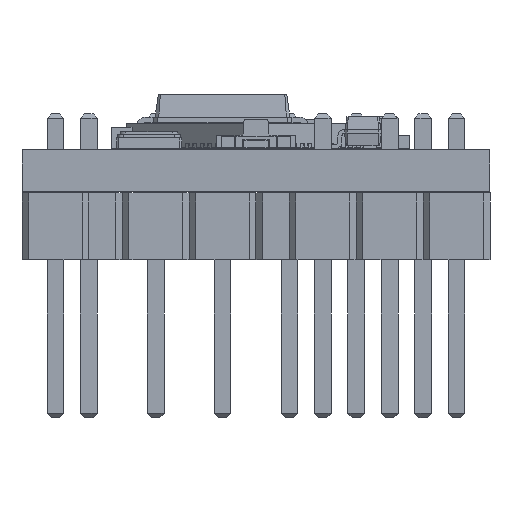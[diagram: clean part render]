
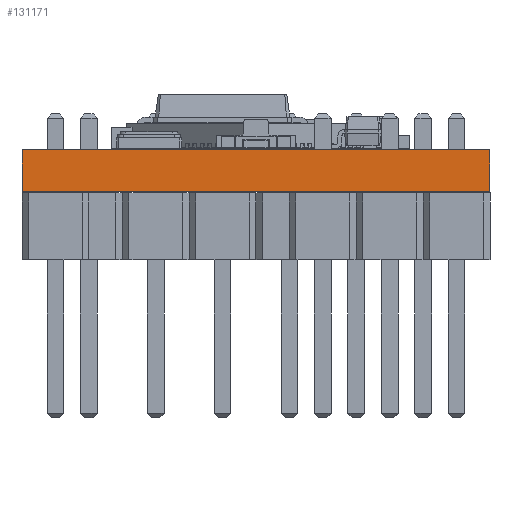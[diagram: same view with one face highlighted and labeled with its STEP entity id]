
A CAD part, front view. The second image highlights one B-rep face of the part: STEP entity #131171.
In plain terms, the highlighted planar face has unit normal (0, -1, 0).
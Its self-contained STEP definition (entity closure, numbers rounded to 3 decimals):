
#131171 = ADVANCED_FACE('',(#131172),#131186,.T.);
#131172 = FACE_BOUND('',#131173,.T.);
#131173 = EDGE_LOOP('',(#131174,#131209,#131237,#131265));
#131174 = ORIENTED_EDGE('',*,*,#131175,.T.);
#131175 = EDGE_CURVE('',#131176,#131178,#131180,.T.);
#131176 = VERTEX_POINT('',#131177);
#131177 = CARTESIAN_POINT('',(152.4,-127.,0.));
#131178 = VERTEX_POINT('',#131179);
#131179 = CARTESIAN_POINT('',(152.4,-127.,1.59));
#131180 = SURFACE_CURVE('',#131181,(#131185,#131197),.PCURVE_S1.);
#131181 = LINE('',#131182,#131183);
#131182 = CARTESIAN_POINT('',(152.4,-127.,0.));
#131183 = VECTOR('',#131184,1.);
#131184 = DIRECTION('',(0.,0.,1.));
#131185 = PCURVE('',#131186,#131191);
#131186 = PLANE('',#131187);
#131187 = AXIS2_PLACEMENT_3D('',#131188,#131189,#131190);
#131188 = CARTESIAN_POINT('',(152.4,-127.,0.));
#131189 = DIRECTION('',(0.,-1.,0.));
#131190 = DIRECTION('',(-1.,0.,0.));
#131191 = DEFINITIONAL_REPRESENTATION('',(#131192),#131196);
#131192 = LINE('',#131193,#131194);
#131193 = CARTESIAN_POINT('',(0.,-0.));
#131194 = VECTOR('',#131195,1.);
#131195 = DIRECTION('',(0.,-1.));
#131196 = ( GEOMETRIC_REPRESENTATION_CONTEXT(2) 
PARAMETRIC_REPRESENTATION_CONTEXT() REPRESENTATION_CONTEXT('2D SPACE',''
  ) );
#131197 = PCURVE('',#131198,#131203);
#131198 = PLANE('',#131199);
#131199 = AXIS2_PLACEMENT_3D('',#131200,#131201,#131202);
#131200 = CARTESIAN_POINT('',(152.4,-93.98,0.));
#131201 = DIRECTION('',(1.,0.,-0.));
#131202 = DIRECTION('',(0.,-1.,0.));
#131203 = DEFINITIONAL_REPRESENTATION('',(#131204),#131208);
#131204 = LINE('',#131205,#131206);
#131205 = CARTESIAN_POINT('',(33.02,0.));
#131206 = VECTOR('',#131207,1.);
#131207 = DIRECTION('',(0.,-1.));
#131208 = ( GEOMETRIC_REPRESENTATION_CONTEXT(2) 
PARAMETRIC_REPRESENTATION_CONTEXT() REPRESENTATION_CONTEXT('2D SPACE',''
  ) );
#131209 = ORIENTED_EDGE('',*,*,#131210,.T.);
#131210 = EDGE_CURVE('',#131178,#131211,#131213,.T.);
#131211 = VERTEX_POINT('',#131212);
#131212 = CARTESIAN_POINT('',(134.62,-127.,1.59));
#131213 = SURFACE_CURVE('',#131214,(#131218,#131225),.PCURVE_S1.);
#131214 = LINE('',#131215,#131216);
#131215 = CARTESIAN_POINT('',(152.4,-127.,1.59));
#131216 = VECTOR('',#131217,1.);
#131217 = DIRECTION('',(-1.,0.,0.));
#131218 = PCURVE('',#131186,#131219);
#131219 = DEFINITIONAL_REPRESENTATION('',(#131220),#131224);
#131220 = LINE('',#131221,#131222);
#131221 = CARTESIAN_POINT('',(0.,-1.59));
#131222 = VECTOR('',#131223,1.);
#131223 = DIRECTION('',(1.,0.));
#131224 = ( GEOMETRIC_REPRESENTATION_CONTEXT(2) 
PARAMETRIC_REPRESENTATION_CONTEXT() REPRESENTATION_CONTEXT('2D SPACE',''
  ) );
#131225 = PCURVE('',#131226,#131231);
#131226 = PLANE('',#131227);
#131227 = AXIS2_PLACEMENT_3D('',#131228,#131229,#131230);
#131228 = CARTESIAN_POINT('',(143.51,-110.49,1.59));
#131229 = DIRECTION('',(-0.,-0.,-1.));
#131230 = DIRECTION('',(-1.,0.,0.));
#131231 = DEFINITIONAL_REPRESENTATION('',(#131232),#131236);
#131232 = LINE('',#131233,#131234);
#131233 = CARTESIAN_POINT('',(-8.89,-16.51));
#131234 = VECTOR('',#131235,1.);
#131235 = DIRECTION('',(1.,0.));
#131236 = ( GEOMETRIC_REPRESENTATION_CONTEXT(2) 
PARAMETRIC_REPRESENTATION_CONTEXT() REPRESENTATION_CONTEXT('2D SPACE',''
  ) );
#131237 = ORIENTED_EDGE('',*,*,#131238,.F.);
#131238 = EDGE_CURVE('',#131239,#131211,#131241,.T.);
#131239 = VERTEX_POINT('',#131240);
#131240 = CARTESIAN_POINT('',(134.62,-127.,0.));
#131241 = SURFACE_CURVE('',#131242,(#131246,#131253),.PCURVE_S1.);
#131242 = LINE('',#131243,#131244);
#131243 = CARTESIAN_POINT('',(134.62,-127.,0.));
#131244 = VECTOR('',#131245,1.);
#131245 = DIRECTION('',(0.,0.,1.));
#131246 = PCURVE('',#131186,#131247);
#131247 = DEFINITIONAL_REPRESENTATION('',(#131248),#131252);
#131248 = LINE('',#131249,#131250);
#131249 = CARTESIAN_POINT('',(17.78,0.));
#131250 = VECTOR('',#131251,1.);
#131251 = DIRECTION('',(0.,-1.));
#131252 = ( GEOMETRIC_REPRESENTATION_CONTEXT(2) 
PARAMETRIC_REPRESENTATION_CONTEXT() REPRESENTATION_CONTEXT('2D SPACE',''
  ) );
#131253 = PCURVE('',#131254,#131259);
#131254 = PLANE('',#131255);
#131255 = AXIS2_PLACEMENT_3D('',#131256,#131257,#131258);
#131256 = CARTESIAN_POINT('',(134.62,-127.,0.));
#131257 = DIRECTION('',(-1.,0.,0.));
#131258 = DIRECTION('',(0.,1.,0.));
#131259 = DEFINITIONAL_REPRESENTATION('',(#131260),#131264);
#131260 = LINE('',#131261,#131262);
#131261 = CARTESIAN_POINT('',(0.,0.));
#131262 = VECTOR('',#131263,1.);
#131263 = DIRECTION('',(0.,-1.));
#131264 = ( GEOMETRIC_REPRESENTATION_CONTEXT(2) 
PARAMETRIC_REPRESENTATION_CONTEXT() REPRESENTATION_CONTEXT('2D SPACE',''
  ) );
#131265 = ORIENTED_EDGE('',*,*,#131266,.F.);
#131266 = EDGE_CURVE('',#131176,#131239,#131267,.T.);
#131267 = SURFACE_CURVE('',#131268,(#131272,#131279),.PCURVE_S1.);
#131268 = LINE('',#131269,#131270);
#131269 = CARTESIAN_POINT('',(152.4,-127.,0.));
#131270 = VECTOR('',#131271,1.);
#131271 = DIRECTION('',(-1.,0.,0.));
#131272 = PCURVE('',#131186,#131273);
#131273 = DEFINITIONAL_REPRESENTATION('',(#131274),#131278);
#131274 = LINE('',#131275,#131276);
#131275 = CARTESIAN_POINT('',(0.,-0.));
#131276 = VECTOR('',#131277,1.);
#131277 = DIRECTION('',(1.,0.));
#131278 = ( GEOMETRIC_REPRESENTATION_CONTEXT(2) 
PARAMETRIC_REPRESENTATION_CONTEXT() REPRESENTATION_CONTEXT('2D SPACE',''
  ) );
#131279 = PCURVE('',#131280,#131285);
#131280 = PLANE('',#131281);
#131281 = AXIS2_PLACEMENT_3D('',#131282,#131283,#131284);
#131282 = CARTESIAN_POINT('',(143.51,-110.49,0.));
#131283 = DIRECTION('',(-0.,-0.,-1.));
#131284 = DIRECTION('',(-1.,0.,0.));
#131285 = DEFINITIONAL_REPRESENTATION('',(#131286),#131290);
#131286 = LINE('',#131287,#131288);
#131287 = CARTESIAN_POINT('',(-8.89,-16.51));
#131288 = VECTOR('',#131289,1.);
#131289 = DIRECTION('',(1.,0.));
#131290 = ( GEOMETRIC_REPRESENTATION_CONTEXT(2) 
PARAMETRIC_REPRESENTATION_CONTEXT() REPRESENTATION_CONTEXT('2D SPACE',''
  ) );
